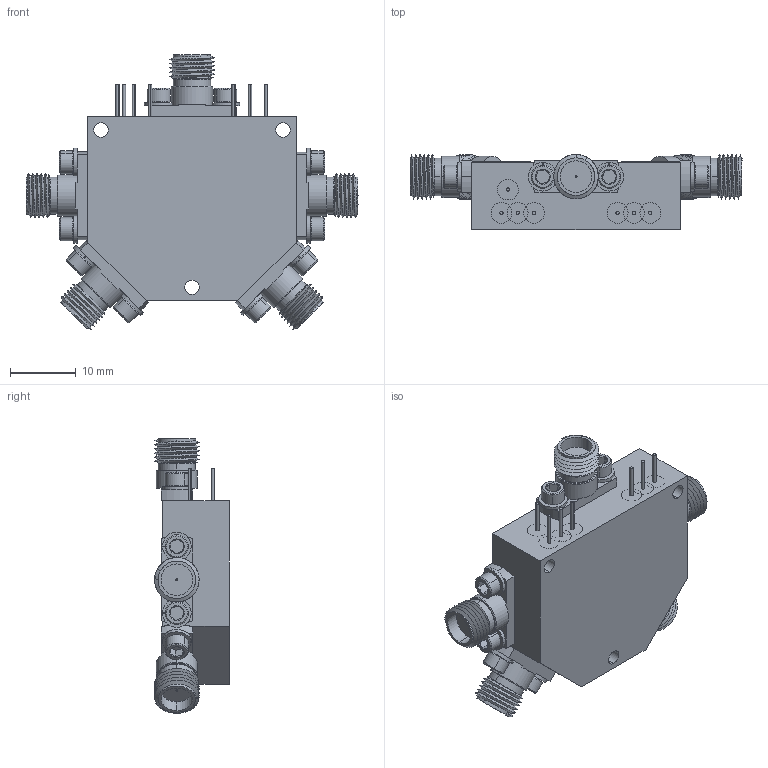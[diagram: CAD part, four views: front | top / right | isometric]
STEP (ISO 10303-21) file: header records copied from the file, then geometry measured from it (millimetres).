
FILE_DESCRIPTION (( 'STEP AP203' ), '1' );
FILE_NAME ('SK4-1834035060-KFKF-A3.STEP', '2018-10-11T15:52:45', ( '' ), ( '' ), 'SwSTEP 2.0', 'SolidWorks 2016', '' );
FILE_SCHEMA (( 'CONFIG_CONTROL_DESIGN' ));
Length unit declared in the file: inch
Products named in the file (1): SK4-1834035060-KFKF-A3
Bounding box: 50.65 x 11.39 x 41.84 mm (x, y, z)
Volume: 10092.8 mm3; surface area: 7033.3 mm2
Topology: 33 solids, 33 shells, 1251 faces, 3184 edges, 2056 vertices
Faces by surface type: cylinder 807, plane 254, cone 150, bspline 30, torus 10
Entity records: 58184 total; most frequent: CARTESIAN_POINT 31412, ORIENTED_EDGE 6368, DIRECTION 4852, EDGE_CURVE 3184, VERTEX_POINT 2056, AXIS2_PLACEMENT_3D 1841, EDGE_LOOP 1344, ADVANCED_FACE 1251
